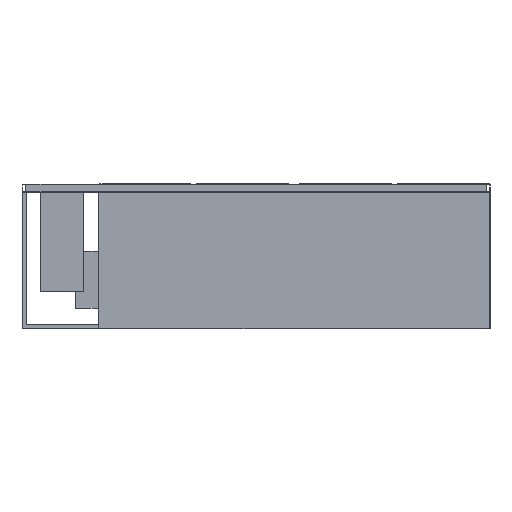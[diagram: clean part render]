
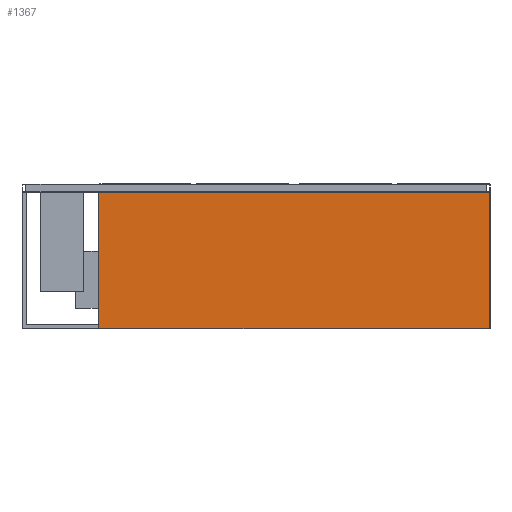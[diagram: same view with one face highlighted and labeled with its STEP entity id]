
A CAD part, front view. The second image highlights one B-rep face of the part: STEP entity #1367.
In plain terms, the highlighted planar face has unit normal (0, -1, 0).
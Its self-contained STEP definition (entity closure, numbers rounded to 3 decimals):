
#441 = DIRECTION ( 'NONE',  ( 0., 0., -1. ) ) ;
#1028 = VECTOR ( 'NONE', #13036, 1000. ) ;
#1367 = ADVANCED_FACE ( 'Fl�che8', ( #9839 ), #1684, .T. ) ;
#1395 = EDGE_CURVE ( 'NONE', #17908, #14053, #6731, .T. ) ;
#1684 = PLANE ( 'NONE',  #15631 ) ;
#1750 = LINE ( 'NONE', #14583, #1028 ) ;
#1815 = VERTEX_POINT ( 'NONE', #16526 ) ;
#4087 = LINE ( 'NONE', #16875, #8063 ) ;
#5711 = LINE ( 'NONE', #17029, #18490 ) ;
#6414 = CARTESIAN_POINT ( 'NONE',  ( -1030., -380., -760. ) ) ;
#6731 = LINE ( 'NONE', #9623, #16620 ) ;
#7688 = EDGE_CURVE ( 'NONE', #19052, #17908, #1750, .T. ) ;
#8063 = VECTOR ( 'NONE', #13879, 1000. ) ;
#8278 = ORIENTED_EDGE ( 'NONE', *, *, #7688, .T. ) ;
#8666 = CARTESIAN_POINT ( 'NONE',  ( 1028., -380., -42. ) ) ;
#8854 = ORIENTED_EDGE ( 'NONE', *, *, #13678, .T. ) ;
#9411 = ORIENTED_EDGE ( 'NONE', *, *, #1395, .T. ) ;
#9623 = CARTESIAN_POINT ( 'NONE',  ( 1028., -380., -760. ) ) ;
#9839 = FACE_OUTER_BOUND ( 'NONE', #19208, .T. ) ;
#11516 = DIRECTION ( 'NONE',  ( 0., -1., 0. ) ) ;
#13036 = DIRECTION ( 'NONE',  ( 1., 0., 0. ) ) ;
#13075 = DIRECTION ( 'NONE',  ( 0., 0., 1. ) ) ;
#13678 = EDGE_CURVE ( 'NONE', #1815, #19052, #5711, .T. ) ;
#13879 = DIRECTION ( 'NONE',  ( -1., 0., 0. ) ) ;
#13923 = DIRECTION ( 'NONE',  ( 0., 0., -1. ) ) ;
#14053 = VERTEX_POINT ( 'NONE', #8666 ) ;
#14056 = ORIENTED_EDGE ( 'NONE', *, *, #20010, .T. ) ;
#14583 = CARTESIAN_POINT ( 'NONE',  ( -1030., -380., -758. ) ) ;
#15631 = AXIS2_PLACEMENT_3D ( 'NONE', #6414, #11516, #441 ) ;
#16510 = CARTESIAN_POINT ( 'NONE',  ( -1028., -380., -758. ) ) ;
#16526 = CARTESIAN_POINT ( 'NONE',  ( -1028., -380., -42. ) ) ;
#16620 = VECTOR ( 'NONE', #13075, 1000. ) ;
#16875 = CARTESIAN_POINT ( 'NONE',  ( -1030., -380., -42. ) ) ;
#17029 = CARTESIAN_POINT ( 'NONE',  ( -1028., -380., -760. ) ) ;
#17303 = CARTESIAN_POINT ( 'NONE',  ( 1028., -380., -758. ) ) ;
#17908 = VERTEX_POINT ( 'NONE', #17303 ) ;
#18490 = VECTOR ( 'NONE', #13923, 1000. ) ;
#19052 = VERTEX_POINT ( 'NONE', #16510 ) ;
#19208 = EDGE_LOOP ( 'NONE', ( #14056, #8854, #8278, #9411 ) ) ;
#20010 = EDGE_CURVE ( 'NONE', #14053, #1815, #4087, .T. ) ;
